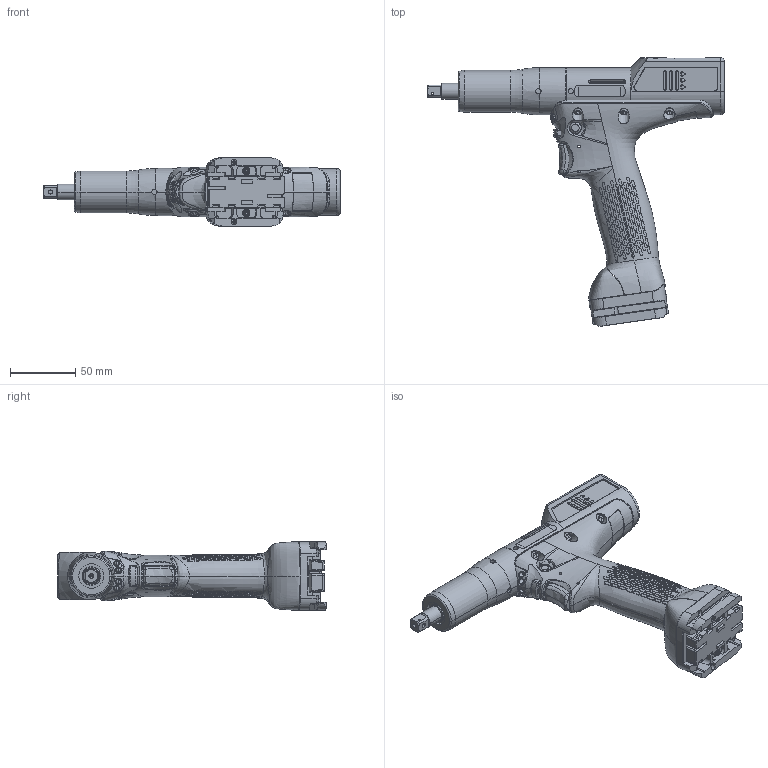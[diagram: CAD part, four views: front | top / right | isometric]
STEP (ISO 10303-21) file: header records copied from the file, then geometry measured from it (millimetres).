
FILE_DESCRIPTION((''),'2;1');
FILE_NAME('6151659030_WITHOUT_BATTERY','2014-10-17T',('greextsd'),(''),'PRO/ENGINEER BY PARAMETRIC TECHNOLOGY CORPORATION, 2014200','PRO/ENGINEER BY PARAMETRIC TECHNOLOGY CORPORATION, 2014200','');
FILE_SCHEMA(('CONFIG_CONTROL_DESIGN'));
Length unit declared in the file: millimetre
Products named in the file (1): 6151659030_WITHOUT_BATTERY
Bounding box: 226.95 x 205.54 x 52 mm (x, y, z)
Volume: 361040 mm3; surface area: 105277.1 mm2
Topology: 7 solids, 7 shells, 2990 faces, 7927 edges, 5078 vertices
Faces by surface type: plane 1168, cylinder 951, bspline 485, cone 235, torus 77, sphere 46, extrusion 28
Entity records: 183470 total; most frequent: CARTESIAN_POINT 115282, ORIENTED_EDGE 15766, DIRECTION 11588, EDGE_CURVE 7883, VERTEX_POINT 5078, AXIS2_PLACEMENT_3D 4089, VECTOR 3410, LINE 3382
